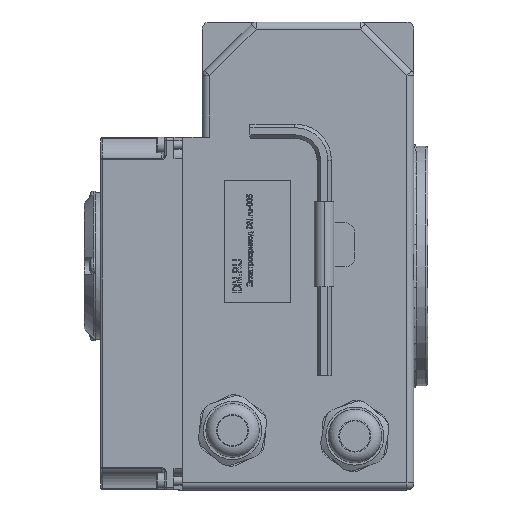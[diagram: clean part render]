
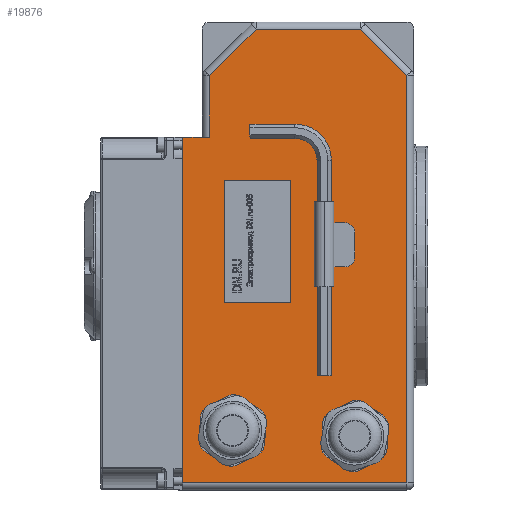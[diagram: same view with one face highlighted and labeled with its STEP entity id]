
A CAD part, left-side view. The second image highlights one B-rep face of the part: STEP entity #19876.
In plain terms, the highlighted planar face has unit normal (-1, 0, 0).
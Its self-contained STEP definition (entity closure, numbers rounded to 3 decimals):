
#506=FACE_BOUND('',#2963,.T.);
#600=PLANE('',#21334);
#1840=FACE_OUTER_BOUND('',#2962,.T.);
#2962=EDGE_LOOP('',(#13449,#13450,#13451,#13452,#13453,#13454,#13455,#13456));
#2963=EDGE_LOOP('',(#13457,#13458,#13459,#13460));
#4023=LINE('',#27073,#5714);
#4027=LINE('',#27086,#5718);
#4244=LINE('',#28476,#5935);
#4264=LINE('',#28657,#5955);
#4265=LINE('',#28659,#5956);
#4266=LINE('',#28661,#5957);
#4267=LINE('',#28663,#5958);
#4268=LINE('',#28664,#5959);
#4269=LINE('',#28667,#5960);
#4270=LINE('',#28669,#5961);
#4271=LINE('',#28671,#5962);
#4272=LINE('',#28672,#5963);
#5714=VECTOR('',#22515,10.);
#5718=VECTOR('',#22527,10.);
#5935=VECTOR('',#23216,10.);
#5955=VECTOR('',#23282,10.);
#5956=VECTOR('',#23283,10.);
#5957=VECTOR('',#23284,10.);
#5958=VECTOR('',#23285,10.);
#5959=VECTOR('',#23286,10.);
#5960=VECTOR('',#23287,10.);
#5961=VECTOR('',#23288,10.);
#5962=VECTOR('',#23289,10.);
#5963=VECTOR('',#23290,10.);
#7957=VERTEX_POINT('',#27070);
#7958=VERTEX_POINT('',#27072);
#7963=VERTEX_POINT('',#27084);
#8302=VERTEX_POINT('',#28474);
#8323=VERTEX_POINT('',#28656);
#8324=VERTEX_POINT('',#28658);
#8325=VERTEX_POINT('',#28660);
#8326=VERTEX_POINT('',#28662);
#8327=VERTEX_POINT('',#28665);
#8328=VERTEX_POINT('',#28666);
#8329=VERTEX_POINT('',#28668);
#8330=VERTEX_POINT('',#28670);
#9839=EDGE_CURVE('',#7958,#7957,#4023,.T.);
#9846=EDGE_CURVE('',#7963,#7957,#4027,.T.);
#10285=EDGE_CURVE('',#8302,#7963,#4244,.T.);
#10320=EDGE_CURVE('',#8323,#8302,#4264,.T.);
#10321=EDGE_CURVE('',#8324,#8323,#4265,.T.);
#10322=EDGE_CURVE('',#8325,#8324,#4266,.T.);
#10323=EDGE_CURVE('',#8326,#8325,#4267,.T.);
#10324=EDGE_CURVE('',#7958,#8326,#4268,.T.);
#10325=EDGE_CURVE('',#8327,#8328,#4269,.T.);
#10326=EDGE_CURVE('',#8328,#8329,#4270,.T.);
#10327=EDGE_CURVE('',#8329,#8330,#4271,.T.);
#10328=EDGE_CURVE('',#8330,#8327,#4272,.T.);
#13449=ORIENTED_EDGE('',*,*,#10285,.F.);
#13450=ORIENTED_EDGE('',*,*,#10320,.F.);
#13451=ORIENTED_EDGE('',*,*,#10321,.F.);
#13452=ORIENTED_EDGE('',*,*,#10322,.F.);
#13453=ORIENTED_EDGE('',*,*,#10323,.F.);
#13454=ORIENTED_EDGE('',*,*,#10324,.F.);
#13455=ORIENTED_EDGE('',*,*,#9839,.T.);
#13456=ORIENTED_EDGE('',*,*,#9846,.F.);
#13457=ORIENTED_EDGE('',*,*,#10325,.T.);
#13458=ORIENTED_EDGE('',*,*,#10326,.T.);
#13459=ORIENTED_EDGE('',*,*,#10327,.T.);
#13460=ORIENTED_EDGE('',*,*,#10328,.T.);
#19876=ADVANCED_FACE('',(#1840,#506),#600,.F.);
#21334=AXIS2_PLACEMENT_3D('',#28655,#23280,#23281);
#22515=DIRECTION('',(0.,1.,0.));
#22527=DIRECTION('',(0.,0.,1.));
#23216=DIRECTION('',(0.,1.,0.));
#23280=DIRECTION('center_axis',(1.,0.,0.));
#23281=DIRECTION('ref_axis',(0.,0.,-1.));
#23282=DIRECTION('',(0.,0.,-1.));
#23283=DIRECTION('',(0.,-0.707,-0.707));
#23284=DIRECTION('',(0.,-1.,0.));
#23285=DIRECTION('',(0.,-0.707,0.707));
#23286=DIRECTION('',(0.,0.,1.));
#23287=DIRECTION('',(0.,1.,0.));
#23288=DIRECTION('',(0.,0.,1.));
#23289=DIRECTION('',(0.,-1.,0.));
#23290=DIRECTION('',(0.,0.,-1.));
#27070=CARTESIAN_POINT('',(0.,44.5,39.645));
#27072=CARTESIAN_POINT('',(0.,35.,39.645));
#27073=CARTESIAN_POINT('',(0.,37.5,39.645));
#27084=CARTESIAN_POINT('',(0.,44.5,-83.));
#27086=CARTESIAN_POINT('',(0.,44.5,-80.5));
#28474=CARTESIAN_POINT('',(0.,-35.,-83.));
#28476=CARTESIAN_POINT('',(0.,-18.75,-83.));
#28655=CARTESIAN_POINT('Origin',(0.,0.,0.));
#28656=CARTESIAN_POINT('',(0.,-35.,61.464));
#28657=CARTESIAN_POINT('',(0.,-35.,31.25));
#28658=CARTESIAN_POINT('',(0.,-18.464,78.));
#28659=CARTESIAN_POINT('',(0.,-32.982,63.482));
#28660=CARTESIAN_POINT('',(0.,18.464,78.));
#28661=CARTESIAN_POINT('',(0.,9.75,78.));
#28662=CARTESIAN_POINT('',(0.,35.,61.464));
#28663=CARTESIAN_POINT('',(0.,41.982,54.482));
#28664=CARTESIAN_POINT('',(0.,35.,-40.25));
#28665=CARTESIAN_POINT('',(0.,6.101,-18.847));
#28666=CARTESIAN_POINT('',(0.,29.85,-18.847));
#28667=CARTESIAN_POINT('',(0.,14.925,-18.847));
#28668=CARTESIAN_POINT('',(0.,29.85,24.445));
#28669=CARTESIAN_POINT('',(0.,29.85,12.223));
#28670=CARTESIAN_POINT('',(0.,6.101,24.445));
#28671=CARTESIAN_POINT('',(0.,3.05,24.445));
#28672=CARTESIAN_POINT('',(0.,6.101,-9.423));
